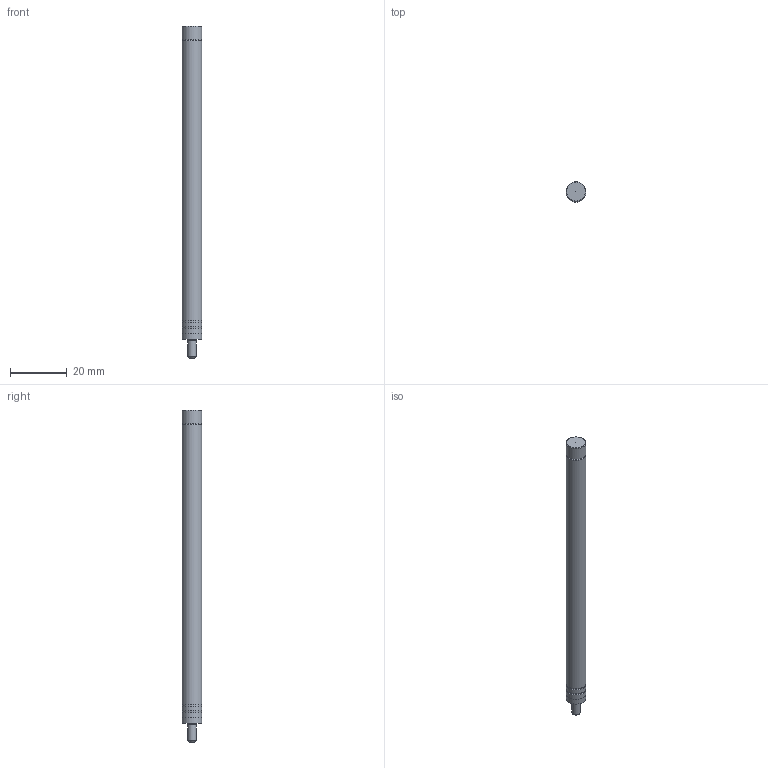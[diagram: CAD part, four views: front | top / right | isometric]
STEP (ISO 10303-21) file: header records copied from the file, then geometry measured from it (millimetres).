
FILE_DESCRIPTION(/* description */ (''),/* implementation_level */ '2;1');
FILE_NAME(/* name */ 'PR2034 Antenna.stp',/* time_stamp */ '2016-03-13T15:57:17-04:00',/* author */ ('pencerw'),/* organization */ (''),/* preprocessor_version */ 'ST-DEVELOPER v16.1',/* originating_system */ 'Autodesk Inventor 2016',/* authorisation */ '');
FILE_SCHEMA (('AUTOMOTIVE_DESIGN { 1 0 10303 214 3 1 1 }'));
Length unit declared in the file: millimetre
Products named in the file (9): PR1029 Male thread antenna base; PR1030 Antenna tube 1; PR1031 Antenna tube 2; PR1032 Antenna tube 3; PR1033 Antenna tube 4; PR1034 Antenna tube 5; PR1035 Antenna tube 6; PR1036 Antenna cap; PR2034 Antenna
Assembly tree (8 placements, depth 2):
  PR2034 Antenna
    PR1029 Male thread antenna base
    PR1030 Antenna tube 1
    PR1031 Antenna tube 2
    PR1032 Antenna tube 3
    PR1033 Antenna tube 4
    PR1034 Antenna tube 5
    PR1035 Antenna tube 6
    PR1036 Antenna cap
Bounding box: 7 x 7 x 116.5 mm (x, y, z)
Volume: 3156.9 mm3; surface area: 17122.1 mm2
Topology: 8 solids, 8 shells, 76 faces, 143 edges, 75 vertices
Faces by surface type: cone 38, cylinder 24, plane 8, torus 6
Full cylindrical faces by diameter (mm): 2.2 x1, 2.25 x1, 2.8 x2, 3 x2, 3.6 x1, 3.8 x1, 4.4 x1, 4.6 x1, 5.2 x1, 5.4 x1, 6 x4, 6.2 x3, 7 x5
Entity records: 1726 total; most frequent: DIRECTION 334, CARTESIAN_POINT 241, AXIS2_PLACEMENT_3D 167, EDGE_LOOP 148, ORIENTED_EDGE 148, FACE_OUTER_BOUND 76, ADVANCED_FACE 76, CIRCLE 74
